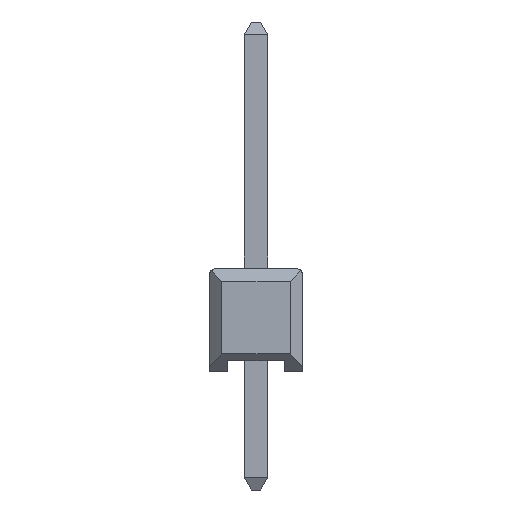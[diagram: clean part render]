
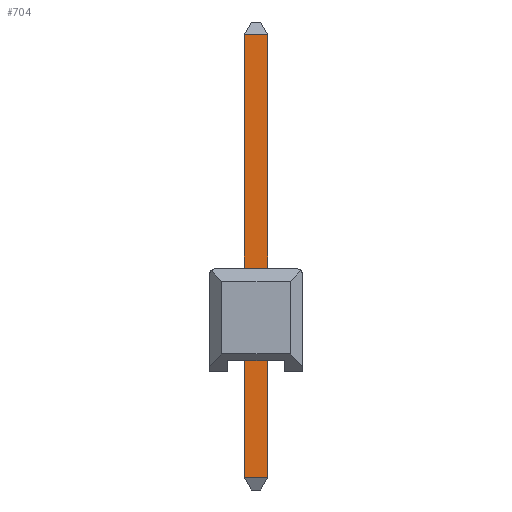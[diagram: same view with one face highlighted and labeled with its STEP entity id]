
A CAD part, left-side view. The second image highlights one B-rep face of the part: STEP entity #704.
In plain terms, the highlighted planar face has unit normal (-1, 0, 0).
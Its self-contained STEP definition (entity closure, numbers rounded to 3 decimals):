
#704=ADVANCED_FACE('',(#1066),#12409,.T.);
#1066=FACE_OUTER_BOUND('',#1448,.T.);
#1448=EDGE_LOOP('',(#3223,#3224,#3225,#3226));
#3223=ORIENTED_EDGE('',*,*,#8745,.T.);
#3224=ORIENTED_EDGE('',*,*,#8744,.F.);
#3225=ORIENTED_EDGE('',*,*,#8746,.T.);
#3226=ORIENTED_EDGE('',*,*,#8735,.F.);
#5019=PCURVE('',#12096,#6827);
#5030=PCURVE('',#12097,#6838);
#5031=PCURVE('',#12409,#6839);
#5032=PCURVE('',#12409,#6840);
#5033=PCURVE('',#12409,#6841);
#5034=PCURVE('',#12409,#6842);
#5052=PCURVE('',#12414,#6860);
#5065=PCURVE('',#12417,#6873);
#6827=DEFINITIONAL_REPRESENTATION('',(#11390),#21624);
#6838=DEFINITIONAL_REPRESENTATION('',(#11410),#21624);
#6839=DEFINITIONAL_REPRESENTATION('',(#11412),#21624);
#6840=DEFINITIONAL_REPRESENTATION('',(#11413),#21624);
#6841=DEFINITIONAL_REPRESENTATION('',(#11415),#21624);
#6842=DEFINITIONAL_REPRESENTATION('',(#11416),#21624);
#6860=DEFINITIONAL_REPRESENTATION('',(#11442),#21624);
#6873=DEFINITIONAL_REPRESENTATION('',(#11462),#21624);
#7795=SURFACE_CURVE('',#11389,(#5019,#5034),.PCURVE_S1.);
#7804=SURFACE_CURVE('',#11409,(#5030,#5032),.PCURVE_S1.);
#7805=SURFACE_CURVE('',#11411,(#5031,#5052),.PCURVE_S1.);
#7806=SURFACE_CURVE('',#11414,(#5033,#5065),.PCURVE_S1.);
#8735=EDGE_CURVE('',#12064,#12062,#7795,.T.);
#8744=EDGE_CURVE('',#12068,#12069,#7804,.T.);
#8745=EDGE_CURVE('',#12064,#12069,#7805,.T.);
#8746=EDGE_CURVE('',#12068,#12062,#7806,.T.);
#11389=B_SPLINE_CURVE_WITH_KNOTS('',1,(#21096,#21097),.UNSPECIFIED.,.F.,
 .F.,(2,2),(-20.383,-11.156),.UNSPECIFIED.);
#11390=B_SPLINE_CURVE_WITH_KNOTS('',1,(#21098,#21099),.UNSPECIFIED.,.F.,
 .F.,(2,2),(-20.383,-11.156),.UNSPECIFIED.);
#11409=B_SPLINE_CURVE_WITH_KNOTS('',1,(#21142,#21143),.UNSPECIFIED.,.F.,
 .F.,(2,2),(-10.526,-1.298),.UNSPECIFIED.);
#11410=B_SPLINE_CURVE_WITH_KNOTS('',1,(#21144,#21145),.UNSPECIFIED.,.F.,
 .F.,(2,2),(-10.526,-1.298),.UNSPECIFIED.);
#11411=B_SPLINE_CURVE_WITH_KNOTS('',1,(#21146,#21147),.UNSPECIFIED.,.F.,
 .F.,(2,2),(0.,0.63),.UNSPECIFIED.);
#11412=B_SPLINE_CURVE_WITH_KNOTS('',1,(#21148,#21149),.UNSPECIFIED.,.F.,
 .F.,(2,2),(0.,0.63),.UNSPECIFIED.);
#11413=B_SPLINE_CURVE_WITH_KNOTS('',1,(#21150,#21151),.UNSPECIFIED.,.F.,
 .F.,(2,2),(-10.526,-1.298),.UNSPECIFIED.);
#11414=B_SPLINE_CURVE_WITH_KNOTS('',1,(#21152,#21153),.UNSPECIFIED.,.F.,
 .F.,(2,2),(10.526,11.156),.UNSPECIFIED.);
#11415=B_SPLINE_CURVE_WITH_KNOTS('',1,(#21154,#21155),.UNSPECIFIED.,.F.,
 .F.,(2,2),(10.526,11.156),.UNSPECIFIED.);
#11416=B_SPLINE_CURVE_WITH_KNOTS('',1,(#21156,#21157),.UNSPECIFIED.,.F.,
 .F.,(2,2),(-20.383,-11.156),.UNSPECIFIED.);
#11442=B_SPLINE_CURVE_WITH_KNOTS('',1,(#21208,#21209),.UNSPECIFIED.,.F.,
 .F.,(2,2),(0.,0.63),.UNSPECIFIED.);
#11462=B_SPLINE_CURVE_WITH_KNOTS('',1,(#21248,#21249),.UNSPECIFIED.,.F.,
 .F.,(2,2),(10.526,11.156),.UNSPECIFIED.);
#12062=VERTEX_POINT('',#21080);
#12064=VERTEX_POINT('',#21082);
#12068=VERTEX_POINT('',#21086);
#12069=VERTEX_POINT('',#21087);
#12096=B_SPLINE_SURFACE_WITH_KNOTS('',1,1,((#21060,#21061),(#21062,#21063)),
 .UNSPECIFIED.,.F.,.F.,.F.,(2,2),(2,2),(-9.358,0.093),
(-0.64,0.01),.UNSPECIFIED.);
#12097=B_SPLINE_SURFACE_WITH_KNOTS('',1,1,((#21065,#21066),(#21067,#21068)),
 .UNSPECIFIED.,.F.,.F.,.F.,(2,2),(2,2),(-0.64,0.01),(-9.358,
0.093),.UNSPECIFIED.);
#12409=PLANE('',#12751);
#12414=PLANE('',#12756);
#12417=PLANE('',#12759);
#12751=AXIS2_PLACEMENT_3D('',#21069,#13078,$);
#12756=AXIS2_PLACEMENT_3D('',#21074,#13083,$);
#12759=AXIS2_PLACEMENT_3D('',#21077,#13086,$);
#13078=DIRECTION('',(-1.,0.,0.));
#13083=DIRECTION('',(-0.873,0.,0.488));
#13086=DIRECTION('',(-0.873,0.,-0.487));
#21060=CARTESIAN_POINT('',(-0.325,-0.315,9.326));
#21061=CARTESIAN_POINT('',(0.325,-0.315,9.326));
#21062=CARTESIAN_POINT('',(-0.325,-0.315,-2.981));
#21063=CARTESIAN_POINT('',(0.325,-0.315,-2.981));
#21065=CARTESIAN_POINT('',(-0.325,0.315,9.326));
#21066=CARTESIAN_POINT('',(-0.325,0.315,-2.981));
#21067=CARTESIAN_POINT('',(0.325,0.315,9.326));
#21068=CARTESIAN_POINT('',(0.325,0.315,-2.981));
#21069=CARTESIAN_POINT('',(-0.315,-0.325,9.326));
#21074=CARTESIAN_POINT('',(-0.12,-0.325,9.504));
#21077=CARTESIAN_POINT('',(-0.12,-0.325,-3.209));
#21080=CARTESIAN_POINT('',(-0.315,-0.315,-2.86));
#21082=CARTESIAN_POINT('',(-0.315,-0.315,9.156));
#21086=CARTESIAN_POINT('',(-0.315,0.315,-2.86));
#21087=CARTESIAN_POINT('',(-0.315,0.315,9.156));
#21096=CARTESIAN_POINT('',(-0.315,-0.315,9.156));
#21097=CARTESIAN_POINT('',(-0.315,-0.315,-2.86));
#21098=CARTESIAN_POINT('',(-9.227,-0.63));
#21099=CARTESIAN_POINT('',(0.,-0.63));
#21142=CARTESIAN_POINT('',(-0.315,0.315,-2.86));
#21143=CARTESIAN_POINT('',(-0.315,0.315,9.156));
#21144=CARTESIAN_POINT('',(-0.63,0.));
#21145=CARTESIAN_POINT('',(-0.63,-9.227));
#21146=CARTESIAN_POINT('',(-0.315,-0.315,9.156));
#21147=CARTESIAN_POINT('',(-0.315,0.315,9.156));
#21148=CARTESIAN_POINT('',(0.,0.038));
#21149=CARTESIAN_POINT('',(0.63,0.038));
#21150=CARTESIAN_POINT('',(0.63,9.266));
#21151=CARTESIAN_POINT('',(0.63,0.038));
#21152=CARTESIAN_POINT('',(-0.315,0.315,-2.86));
#21153=CARTESIAN_POINT('',(-0.315,-0.315,-2.86));
#21154=CARTESIAN_POINT('',(0.63,9.266));
#21155=CARTESIAN_POINT('',(0.,9.266));
#21156=CARTESIAN_POINT('',(0.,0.038));
#21157=CARTESIAN_POINT('',(0.,9.266));
#21208=CARTESIAN_POINT('',(-0.44,0.39));
#21209=CARTESIAN_POINT('',(0.19,0.39));
#21248=CARTESIAN_POINT('',(0.389,0.19));
#21249=CARTESIAN_POINT('',(0.389,-0.44));
#21624=(
GEOMETRIC_REPRESENTATION_CONTEXT(2)
PARAMETRIC_REPRESENTATION_CONTEXT()
REPRESENTATION_CONTEXT('pspace','')
);
